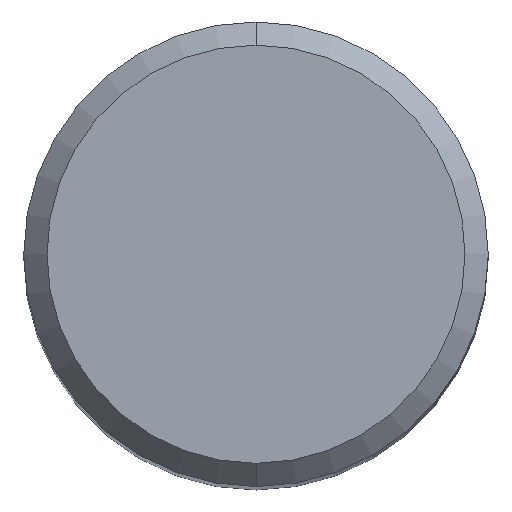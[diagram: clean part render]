
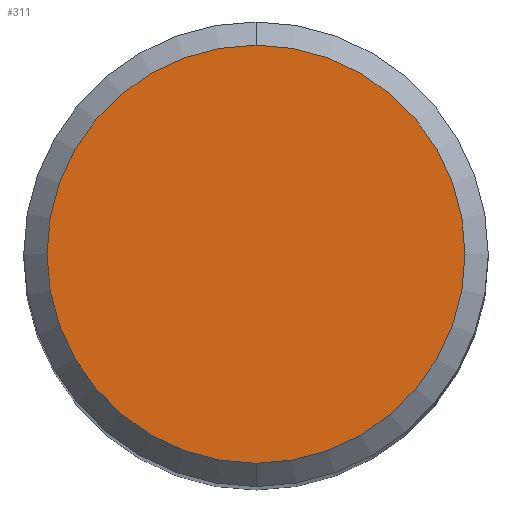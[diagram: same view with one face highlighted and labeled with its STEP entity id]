
A CAD part, top view. The second image highlights one B-rep face of the part: STEP entity #311.
In plain terms, the highlighted planar face has unit normal (0, 0, 1).
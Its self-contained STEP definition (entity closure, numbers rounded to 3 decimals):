
#277=EDGE_CURVE('',#363,#453,#594,.T.);
#311=ADVANCED_FACE('',(#631),#632,.T.);
#335=EDGE_CURVE('',#453,#363,#658,.T.);
#363=VERTEX_POINT('',#691);
#453=VERTEX_POINT('',#790);
#594=CIRCLE('',#1018,4.5);
#631=FACE_OUTER_BOUND('',#1091,.T.);
#632=PLANE('',#1092);
#658=CIRCLE('',#1193,4.5);
#691=CARTESIAN_POINT('',(0.0,4.5,0.0));
#790=CARTESIAN_POINT('',(0.,-4.5,0.0));
#1018=AXIS2_PLACEMENT_3D('',#1602,#1603,#1604);
#1091=EDGE_LOOP('',(#1649,#1650));
#1092=AXIS2_PLACEMENT_3D('',#1651,#1652,#1653);
#1193=AXIS2_PLACEMENT_3D('',#1680,#1681,#1682);
#1602=CARTESIAN_POINT('',(0.0,0.0,0.0));
#1603=DIRECTION('',(0.0,0.0,-1.0));
#1604=DIRECTION('',(0.0,1.0,0.0));
#1649=ORIENTED_EDGE('',*,*,#277,.F.);
#1650=ORIENTED_EDGE('',*,*,#335,.F.);
#1651=CARTESIAN_POINT('',(0.0,2.25,0.0));
#1652=DIRECTION('',(-0.0,0.0,1.0));
#1653=DIRECTION('',(0.0,-1.0,0.0));
#1680=CARTESIAN_POINT('',(0.0,0.0,0.0));
#1681=DIRECTION('',(0.0,0.0,-1.0));
#1682=DIRECTION('',(0.0,1.0,0.0));
